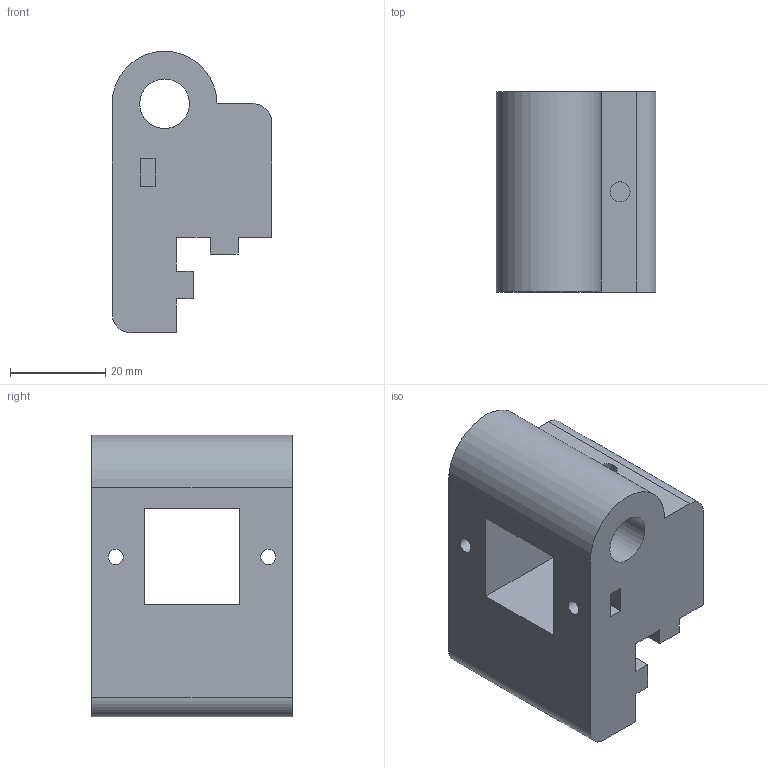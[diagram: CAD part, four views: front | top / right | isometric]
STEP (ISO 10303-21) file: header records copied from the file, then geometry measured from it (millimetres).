
FILE_DESCRIPTION(('FreeCAD Model'),'2;1');
FILE_NAME('Open CASCADE Shape Model','2023-02-23T09:56:55',('Author'),( ''),'Open CASCADE STEP processor 7.5','FreeCAD','Unknown');
FILE_SCHEMA(('AUTOMOTIVE_DESIGN { 1 0 10303 214 1 1 1 1 }'));
Length unit declared in the file: millimetre
Products named in the file (1): profile.clamp.drill
Bounding box: 33.5 x 42 x 59 mm (x, y, z)
Volume: 40321.5 mm3; surface area: 15386.4 mm2
Topology: 1 solids, 1 shells, 52 faces, 129 edges, 86 vertices
Faces by surface type: plane 37, cylinder 15
Full cylindrical faces by diameter (mm): 2.8 x4, 3.2 x4, 4.2 x1, 8.1 x2, 10.4 x1
Entity records: 3294 total; most frequent: CARTESIAN_POINT 580, DIRECTION 511, LINE 317, VECTOR 317, ORIENTED_EDGE 258, PCURVE 258, DEFINITIONAL_REPRESENTATION 258, EDGE_CURVE 129
